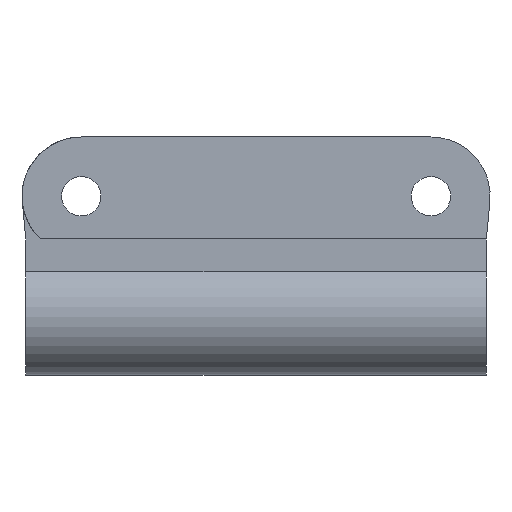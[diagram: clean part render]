
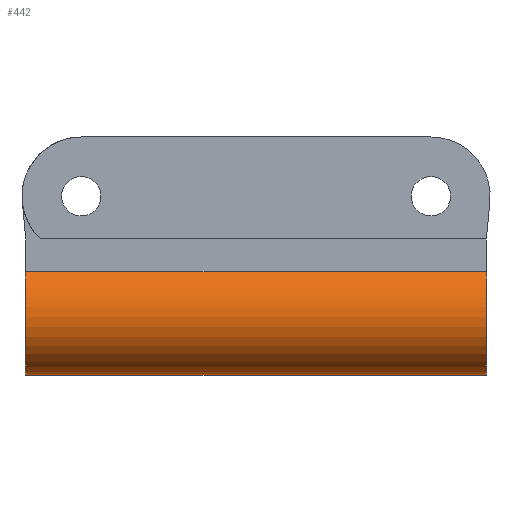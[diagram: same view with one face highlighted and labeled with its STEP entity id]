
A CAD part, front view. The second image highlights one B-rep face of the part: STEP entity #442.
In plain terms, the highlighted cylindrical face has radius 4.5 mm (diameter 9 mm), a partial arc.
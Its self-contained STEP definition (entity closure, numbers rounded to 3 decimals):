
#33=CIRCLE('',#491,4.5);
#42=CIRCLE('',#504,4.5);
#49=CYLINDRICAL_SURFACE('',#507,4.5);
#71=FACE_OUTER_BOUND('',#100,.T.);
#100=EDGE_LOOP('',(#389,#390,#391,#392));
#130=LINE('',#714,#170);
#132=LINE('',#719,#172);
#170=VECTOR('',#575,10.);
#172=VECTOR('',#579,10.);
#209=VERTEX_POINT('',#711);
#210=VERTEX_POINT('',#713);
#211=VERTEX_POINT('',#717);
#212=VERTEX_POINT('',#718);
#259=EDGE_CURVE('',#210,#209,#130,.T.);
#261=EDGE_CURVE('',#211,#212,#132,.T.);
#268=EDGE_CURVE('',#211,#209,#33,.T.);
#282=EDGE_CURVE('',#210,#212,#42,.T.);
#389=ORIENTED_EDGE('',*,*,#259,.T.);
#390=ORIENTED_EDGE('',*,*,#268,.F.);
#391=ORIENTED_EDGE('',*,*,#261,.T.);
#392=ORIENTED_EDGE('',*,*,#282,.F.);
#442=ADVANCED_FACE('',(#71),#49,.T.);
#491=AXIS2_PLACEMENT_3D('',#731,#593,#594);
#504=AXIS2_PLACEMENT_3D('',#758,#624,#625);
#507=AXIS2_PLACEMENT_3D('',#763,#632,#633);
#575=DIRECTION('',(1.,0.,0.));
#579=DIRECTION('',(-1.,0.,0.));
#593=DIRECTION('center_axis',(1.,0.,0.));
#594=DIRECTION('ref_axis',(0.,0.,-1.));
#624=DIRECTION('center_axis',(-1.,0.,0.));
#625=DIRECTION('ref_axis',(0.,0.,1.));
#632=DIRECTION('center_axis',(1.,0.,0.));
#633=DIRECTION('ref_axis',(0.,0.,-1.));
#711=CARTESIAN_POINT('',(17.5,8.999,-87.645));
#713=CARTESIAN_POINT('',(-17.5,8.999,-87.645));
#714=CARTESIAN_POINT('',(-12.5,8.999,-87.645));
#717=CARTESIAN_POINT('',(17.5,2.999,-87.647));
#718=CARTESIAN_POINT('',(-17.5,2.999,-87.647));
#719=CARTESIAN_POINT('',(-12.5,2.999,-87.647));
#731=CARTESIAN_POINT('Origin',(17.5,6.,-91.));
#758=CARTESIAN_POINT('Origin',(-17.5,6.,-91.));
#763=CARTESIAN_POINT('Origin',(-12.5,6.,-91.));
